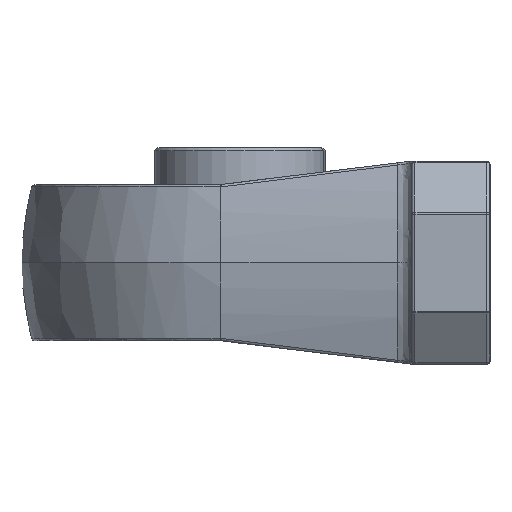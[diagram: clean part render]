
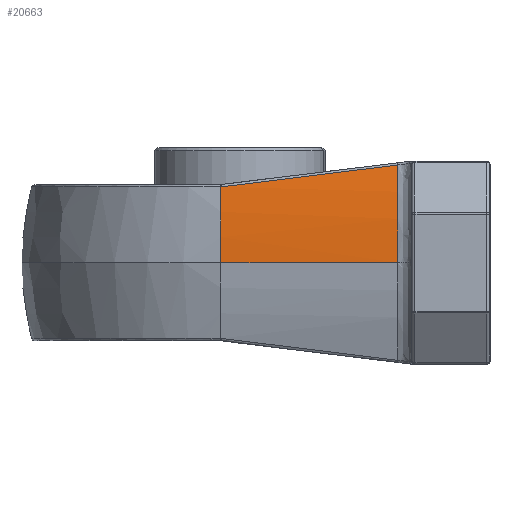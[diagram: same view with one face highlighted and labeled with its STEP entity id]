
A CAD part, left-side view. The second image highlights one B-rep face of the part: STEP entity #20663.
In plain terms, the highlighted free-form (B-spline) face has degree [3, 1] with [4, 2] control points.
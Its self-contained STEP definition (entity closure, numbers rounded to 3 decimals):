
#11 = CARTESIAN_POINT ( 'NONE',  ( -13.897, -10.083, 6.246 ) ) ;
#45 = EDGE_LOOP ( 'NONE', ( #15250, #17801, #9282, #21826, #15041 ) ) ;
#80 = CARTESIAN_POINT ( 'NONE',  ( -13.627, -4.903, 5.605 ) ) ;
#109 = CARTESIAN_POINT ( 'NONE',  ( -13.947, 1.22, 0. ) ) ;
#328 = FACE_OUTER_BOUND ( 'NONE', #45, .T. ) ;
#1512 = CARTESIAN_POINT ( 'NONE',  ( -13.286, 1.201, 4.849 ) ) ;
#1740 = VERTEX_POINT ( 'NONE', #16149 ) ;
#1781 = VERTEX_POINT ( 'NONE', #109 ) ;
#1867 = CARTESIAN_POINT ( 'NONE',  ( -13.507, -2.694, 5.331 ) ) ;
#2827 = B_SPLINE_CURVE_WITH_KNOTS ( 'NONE', 3,
 ( #21742, #14732, #18378, #7585, #20175, #9395, #21979 ),
 .UNSPECIFIED., .F., .F.,
 ( 4, 3, 4 ),
 ( 0., 0., 0. ),
 .UNSPECIFIED. ) ;
#3656 = CARTESIAN_POINT ( 'NONE',  ( -13.393, -0.659, 5.079 ) ) ;
#3839 = VECTOR ( 'NONE', #12530, 1000. ) ;
#4519 = EDGE_CURVE ( 'NONE', #9463, #1781, #10559, .T. ) ;
#4580 = EDGE_CURVE ( 'NONE', #21737, #18647, #21130, .T. ) ;
#4598 =( BOUNDED_SURFACE ( )  B_SPLINE_SURFACE ( 3, 1, ( 
 ( #7073, #6683 ),
 ( #19676, #8884 ),
 ( #21471, #10700 ),
 ( #23281, #12501 ) ),
 .UNSPECIFIED., .F., .F., .F. ) 
 B_SPLINE_SURFACE_WITH_KNOTS ( ( 4, 4 ),
 ( 2, 2 ),
 ( 0., 1. ),
 ( 0., 1. ),
 .UNSPECIFIED. ) 
 GEOMETRIC_REPRESENTATION_ITEM ( )  RATIONAL_B_SPLINE_SURFACE ( (
 ( 1., 1.),
 ( 0.994, 0.994),
 ( 0.994, 0.994),
 ( 1., 1.) ) ) 
 REPRESENTATION_ITEM ( '' )  SURFACE ( )  );
#5130 = CARTESIAN_POINT ( 'NONE',  ( -13.897, -10.083, 6.246 ) ) ;
#5454 = CARTESIAN_POINT ( 'NONE',  ( -13.286, 1.201, 4.849 ) ) ;
#6556 = CARTESIAN_POINT ( 'NONE',  ( 11.035, 1.22, -0.944 ) ) ;
#6683 = CARTESIAN_POINT ( 'NONE',  ( -13.987, -12., 6.5 ) ) ;
#7073 = CARTESIAN_POINT ( 'NONE',  ( -12.831, 1.22, 6.5 ) ) ;
#7129 = AXIS2_PLACEMENT_3D ( 'NONE', #6556, #19143, #8348 ) ;
#7172 = CARTESIAN_POINT ( 'NONE',  ( -13.866, -9.461, 6.169 ) ) ;
#7585 = CARTESIAN_POINT ( 'NONE',  ( -13.285, 1.22, 4.847 ) ) ;
#8348 = DIRECTION ( 'NONE',  ( -1., 0., 0. ) ) ;
#8884 = CARTESIAN_POINT ( 'NONE',  ( -14.646, -12., 4.389 ) ) ;
#8903 = CARTESIAN_POINT ( 'NONE',  ( -14.936, -10.087, 0. ) ) ;
#8981 = CARTESIAN_POINT ( 'NONE',  ( -13.802, -8.217, 6.015 ) ) ;
#9282 = ORIENTED_EDGE ( 'NONE', *, *, #4519, .T. ) ;
#9395 = CARTESIAN_POINT ( 'NONE',  ( -13.285, 1.22, 4.847 ) ) ;
#9463 = VERTEX_POINT ( 'NONE', #11715 ) ;
#10559 = CIRCLE ( 'NONE', #7129, 25. ) ;
#10700 = CARTESIAN_POINT ( 'NONE',  ( -15.02, -12., 2.21 ) ) ;
#10722 = CARTESIAN_POINT ( 'NONE',  ( -14.506, -10.086, 4.218 ) ) ;
#10731 = CARTESIAN_POINT ( 'NONE',  ( -13.947, 1.22, 0. ) ) ;
#10796 = CARTESIAN_POINT ( 'NONE',  ( -13.687, -6.007, 5.741 ) ) ;
#11715 = CARTESIAN_POINT ( 'NONE',  ( -13.285, 1.22, 4.847 ) ) ;
#12501 = CARTESIAN_POINT ( 'NONE',  ( -15.103, -12., 0. ) ) ;
#12530 = DIRECTION ( 'NONE',  ( 0.087, 0.996, 0. ) ) ;
#12600 = CARTESIAN_POINT ( 'NONE',  ( -13.568, -3.798, 5.468 ) ) ;
#14402 = CARTESIAN_POINT ( 'NONE',  ( -13.445, -1.589, 5.194 ) ) ;
#14732 = CARTESIAN_POINT ( 'NONE',  ( -13.285, 1.207, 4.848 ) ) ;
#15041 = ORIENTED_EDGE ( 'NONE', *, *, #19149, .T. ) ;
#15250 = ORIENTED_EDGE ( 'NONE', *, *, #4580, .T. ) ;
#15705 = B_SPLINE_CURVE_WITH_KNOTS ( 'NONE', 3,
 ( #8903, #19695, #10722, #11 ),
 .UNSPECIFIED., .F., .F.,
 ( 4, 4 ),
 ( 0., 0.006 ),
 .UNSPECIFIED. ) ;
#15966 = CARTESIAN_POINT ( 'NONE',  ( -13.897, -10.083, 6.246 ) ) ;
#16149 = CARTESIAN_POINT ( 'NONE',  ( -14.936, -10.087, 0. ) ) ;
#16202 = CARTESIAN_POINT ( 'NONE',  ( -13.34, 0.271, 4.964 ) ) ;
#17801 = ORIENTED_EDGE ( 'NONE', *, *, #22948, .T. ) ;
#18378 = CARTESIAN_POINT ( 'NONE',  ( -13.285, 1.214, 4.848 ) ) ;
#18647 = VERTEX_POINT ( 'NONE', #1512 ) ;
#19143 = DIRECTION ( 'NONE',  ( 0., -1., 0. ) ) ;
#19149 = EDGE_CURVE ( 'NONE', #1740, #21737, #15705, .T. ) ;
#19676 = CARTESIAN_POINT ( 'NONE',  ( -13.489, 1.22, 4.389 ) ) ;
#19695 = CARTESIAN_POINT ( 'NONE',  ( -14.856, -10.087, 2.115 ) ) ;
#19769 = CARTESIAN_POINT ( 'NONE',  ( -13.834, -8.839, 6.092 ) ) ;
#20175 = CARTESIAN_POINT ( 'NONE',  ( -13.285, 1.22, 4.847 ) ) ;
#20663 = ADVANCED_FACE ( 'NONE', ( #328 ), #4598, .T. ) ;
#21130 = B_SPLINE_CURVE_WITH_KNOTS ( 'NONE', 3,
 ( #5130, #7172, #19769, #8981, #21568, #10796, #80, #12600, #1867, #14402, #3656, #16202, #5454 ),
 .UNSPECIFIED., .F., .F.,
 ( 4, 3, 3, 3, 4 ),
 ( 0., 0.002, 0.005, 0.009, 0.011 ),
 .UNSPECIFIED. ) ;
#21471 = CARTESIAN_POINT ( 'NONE',  ( -13.863, 1.22, 2.21 ) ) ;
#21568 = CARTESIAN_POINT ( 'NONE',  ( -13.745, -7.112, 5.878 ) ) ;
#21737 = VERTEX_POINT ( 'NONE', #15966 ) ;
#21742 = CARTESIAN_POINT ( 'NONE',  ( -13.286, 1.201, 4.849 ) ) ;
#21826 = ORIENTED_EDGE ( 'NONE', *, *, #22884, .F. ) ;
#21979 = CARTESIAN_POINT ( 'NONE',  ( -13.285, 1.22, 4.847 ) ) ;
#22394 = LINE ( 'NONE', #10731, #3839 ) ;
#22884 = EDGE_CURVE ( 'NONE', #1740, #1781, #22394, .T. ) ;
#22948 = EDGE_CURVE ( 'NONE', #18647, #9463, #2827, .T. ) ;
#23281 = CARTESIAN_POINT ( 'NONE',  ( -13.947, 1.22, 0. ) ) ;
